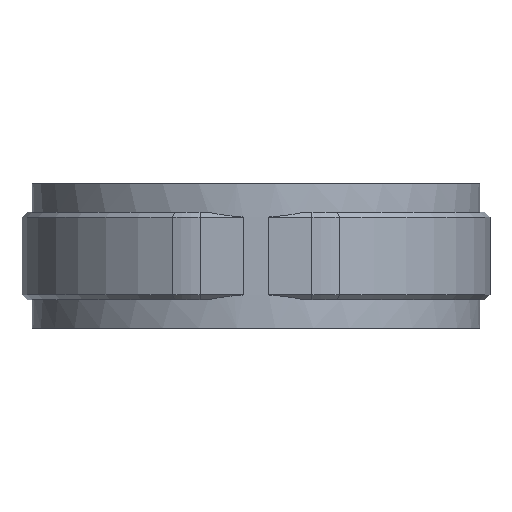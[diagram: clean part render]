
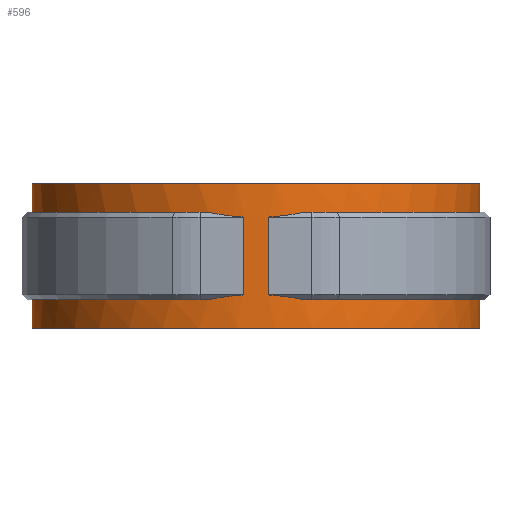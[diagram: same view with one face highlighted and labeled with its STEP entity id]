
A CAD part, front view. The second image highlights one B-rep face of the part: STEP entity #596.
In plain terms, the highlighted cylindrical face has radius 43.5 mm (diameter 87 mm), a partial arc.
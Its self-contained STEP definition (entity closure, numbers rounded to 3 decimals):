
#596 = ADVANCED_FACE( '', ( #1103 ), #1104, .T. );
#1103 = FACE_OUTER_BOUND( '', #2411, .T. );
#1104 = CYLINDRICAL_SURFACE( '', #2412, 43.5 );
#2411 = EDGE_LOOP( '', ( #5428, #5429, #5430, #5431, #5432, #5433, #5434, #5435, #5436, #5437, #5438, #5439, #5440, #5441, #5442, #5443 ) );
#2412 = AXIS2_PLACEMENT_3D( '', #5444, #5445, #5446 );
#5428 = ORIENTED_EDGE( '', *, *, #7697, .F. );
#5429 = ORIENTED_EDGE( '', *, *, #7674, .T. );
#5430 = ORIENTED_EDGE( '', *, *, #7698, .T. );
#5431 = ORIENTED_EDGE( '', *, *, #7662, .T. );
#5432 = ORIENTED_EDGE( '', *, *, #7617, .T. );
#5433 = ORIENTED_EDGE( '', *, *, #7699, .F. );
#5434 = ORIENTED_EDGE( '', *, *, #7694, .T. );
#5435 = ORIENTED_EDGE( '', *, *, #7608, .T. );
#5436 = ORIENTED_EDGE( '', *, *, #7700, .F. );
#5437 = ORIENTED_EDGE( '', *, *, #7433, .T. );
#5438 = ORIENTED_EDGE( '', *, *, #7436, .F. );
#5439 = ORIENTED_EDGE( '', *, *, #7701, .F. );
#5440 = ORIENTED_EDGE( '', *, *, #7683, .F. );
#5441 = ORIENTED_EDGE( '', *, *, #7668, .T. );
#5442 = ORIENTED_EDGE( '', *, *, #7702, .F. );
#5443 = ORIENTED_EDGE( '', *, *, #7448, .T. );
#5444 = CARTESIAN_POINT( '', ( 0., 0., -14. ) );
#5445 = DIRECTION( '', ( 0., 0., 1. ) );
#5446 = DIRECTION( '', ( -1., 0., 0. ) );
#7433 = EDGE_CURVE( '', #8542, #8540, #8543, .F. );
#7436 = EDGE_CURVE( '', #8547, #8540, #8548, .T. );
#7448 = EDGE_CURVE( '', #8569, #8567, #8570, .F. );
#7608 = EDGE_CURVE( '', #8857, #8855, #8858, .T. );
#7617 = EDGE_CURVE( '', #8870, #8868, #8871, .T. );
#7662 = EDGE_CURVE( '', #8934, #8870, #8935, .F. );
#7668 = EDGE_CURVE( '', #8946, #8944, #8947, .F. );
#7674 = EDGE_CURVE( '', #8955, #8953, #8956, .T. );
#7683 = EDGE_CURVE( '', #8946, #8965, #8968, .T. );
#7694 = EDGE_CURVE( '', #8982, #8857, #8983, .T. );
#7697 = EDGE_CURVE( '', #8955, #8567, #8987, .T. );
#7698 = EDGE_CURVE( '', #8953, #8934, #8988, .T. );
#7699 = EDGE_CURVE( '', #8982, #8868, #8989, .F. );
#7700 = EDGE_CURVE( '', #8542, #8855, #8990, .F. );
#7701 = EDGE_CURVE( '', #8965, #8547, #8991, .F. );
#7702 = EDGE_CURVE( '', #8569, #8944, #8992, .T. );
#8540 = VERTEX_POINT( '', #11603 );
#8542 = VERTEX_POINT( '', #11606 );
#8543 = ELLIPSE( '', #11607, 61.518, 43.5 );
#8547 = VERTEX_POINT( '', #11613 );
#8548 = CIRCLE( '', #11614, 43.5 );
#8567 = VERTEX_POINT( '', #11640 );
#8569 = VERTEX_POINT( '', #11643 );
#8570 = ELLIPSE( '', #11644, 61.518, 43.5 );
#8855 = VERTEX_POINT( '', #12583 );
#8857 = VERTEX_POINT( '', #12586 );
#8858 = ELLIPSE( '', #12587, 61.518, 43.5 );
#8868 = VERTEX_POINT( '', #12603 );
#8870 = VERTEX_POINT( '', #12606 );
#8871 = CIRCLE( '', #12607, 43.5 );
#8934 = VERTEX_POINT( '', #12742 );
#8935 = LINE( '', #12743, #12744 );
#8944 = VERTEX_POINT( '', #12761 );
#8946 = VERTEX_POINT( '', #12764 );
#8947 = LINE( '', #12765, #12766 );
#8953 = VERTEX_POINT( '', #12774 );
#8955 = VERTEX_POINT( '', #12777 );
#8956 = ELLIPSE( '', #12778, 61.518, 43.5 );
#8965 = VERTEX_POINT( '', #12793 );
#8968 = CIRCLE( '', #12797, 43.5 );
#8982 = VERTEX_POINT( '', #12816 );
#8983 = CIRCLE( '', #12817, 43.5 );
#8987 = LINE( '', #12822, #12823 );
#8988 = CIRCLE( '', #12824, 43.5 );
#8989 = LINE( '', #12825, #12826 );
#8990 = LINE( '', #12827, #12828 );
#8991 = LINE( '', #12829, #12830 );
#8992 = CIRCLE( '', #12831, 43.5 );
#11603 = CARTESIAN_POINT( '', ( -9.274, -42.5, -8.5 ) );
#11606 = CARTESIAN_POINT( '', ( -2.5, -43.428, -7.572 ) );
#11607 = AXIS2_PLACEMENT_3D( '', #14456, #14457, #14458 );
#11613 = CARTESIAN_POINT( '', ( -6., 43.084, -8.5 ) );
#11614 = AXIS2_PLACEMENT_3D( '', #14461, #14462, #14463 );
#11640 = CARTESIAN_POINT( '', ( 2.5, -43.428, -7.572 ) );
#11643 = CARTESIAN_POINT( '', ( 9.274, -42.5, -8.5 ) );
#11644 = AXIS2_PLACEMENT_3D( '', #14481, #14482, #14483 );
#12583 = CARTESIAN_POINT( '', ( -2.5, -43.428, 7.572 ) );
#12586 = CARTESIAN_POINT( '', ( -9.274, -42.5, 8.5 ) );
#12587 = AXIS2_PLACEMENT_3D( '', #14613, #14614, #14615 );
#12603 = CARTESIAN_POINT( '', ( -6., 43.084, 14. ) );
#12606 = CARTESIAN_POINT( '', ( 6., 43.084, 14. ) );
#12607 = AXIS2_PLACEMENT_3D( '', #14626, #14627, #14628 );
#12742 = CARTESIAN_POINT( '', ( 6., 43.084, 8.5 ) );
#12743 = CARTESIAN_POINT( '', ( 6., 43.084, -14. ) );
#12744 = VECTOR( '', #14677, 1000. );
#12761 = CARTESIAN_POINT( '', ( 6., 43.084, -8.5 ) );
#12764 = CARTESIAN_POINT( '', ( 6., 43.084, -14. ) );
#12765 = CARTESIAN_POINT( '', ( 6., 43.084, -14. ) );
#12766 = VECTOR( '', #14681, 1000. );
#12774 = CARTESIAN_POINT( '', ( 9.274, -42.5, 8.5 ) );
#12777 = CARTESIAN_POINT( '', ( 2.5, -43.428, 7.572 ) );
#12778 = AXIS2_PLACEMENT_3D( '', #14691, #14692, #14693 );
#12793 = CARTESIAN_POINT( '', ( -6., 43.084, -14. ) );
#12797 = AXIS2_PLACEMENT_3D( '', #14704, #14705, #14706 );
#12816 = CARTESIAN_POINT( '', ( -6., 43.084, 8.5 ) );
#12817 = AXIS2_PLACEMENT_3D( '', #14727, #14728, #14729 );
#12822 = CARTESIAN_POINT( '', ( 2.5, -43.428, -14. ) );
#12823 = VECTOR( '', #14734, 1000. );
#12824 = AXIS2_PLACEMENT_3D( '', #14735, #14736, #14737 );
#12825 = CARTESIAN_POINT( '', ( -6., 43.084, -14. ) );
#12826 = VECTOR( '', #14738, 1000. );
#12827 = CARTESIAN_POINT( '', ( -2.5, -43.428, -14. ) );
#12828 = VECTOR( '', #14739, 1000. );
#12829 = CARTESIAN_POINT( '', ( -6., 43.084, -14. ) );
#12830 = VECTOR( '', #14740, 1000. );
#12831 = AXIS2_PLACEMENT_3D( '', #14741, #14742, #14743 );
#14456 = CARTESIAN_POINT( '', ( 0., 0., -51. ) );
#14457 = DIRECTION( '', ( 0., 0.707, 0.707 ) );
#14458 = DIRECTION( '', ( 0., 0.707, -0.707 ) );
#14461 = CARTESIAN_POINT( '', ( 0., 0., -8.5 ) );
#14462 = DIRECTION( '', ( 0., 0., 1. ) );
#14463 = DIRECTION( '', ( 1., 0., 0. ) );
#14481 = CARTESIAN_POINT( '', ( 0., 0., -51. ) );
#14482 = DIRECTION( '', ( 0., 0.707, 0.707 ) );
#14483 = DIRECTION( '', ( 0., 0.707, -0.707 ) );
#14613 = CARTESIAN_POINT( '', ( 0., 0., 51. ) );
#14614 = DIRECTION( '', ( 0., -0.707, 0.707 ) );
#14615 = DIRECTION( '', ( 0., -0.707, -0.707 ) );
#14626 = CARTESIAN_POINT( '', ( 0., 0., 14. ) );
#14627 = DIRECTION( '', ( 0., 0., -1. ) );
#14628 = DIRECTION( '', ( -1., 0., 0. ) );
#14677 = DIRECTION( '', ( 0., 0., -1. ) );
#14681 = DIRECTION( '', ( 0., 0., -1. ) );
#14691 = CARTESIAN_POINT( '', ( 0., 0., 51. ) );
#14692 = DIRECTION( '', ( 0., -0.707, 0.707 ) );
#14693 = DIRECTION( '', ( 0., -0.707, -0.707 ) );
#14704 = CARTESIAN_POINT( '', ( 0., 0., -14. ) );
#14705 = DIRECTION( '', ( 0., 0., -1. ) );
#14706 = DIRECTION( '', ( -1., 0., 0. ) );
#14727 = CARTESIAN_POINT( '', ( 0., 0., 8.5 ) );
#14728 = DIRECTION( '', ( 0., 0., 1. ) );
#14729 = DIRECTION( '', ( 1., 0., 0. ) );
#14734 = DIRECTION( '', ( 0., 0., -1. ) );
#14735 = CARTESIAN_POINT( '', ( 0., 0., 8.5 ) );
#14736 = DIRECTION( '', ( 0., 0., 1. ) );
#14737 = DIRECTION( '', ( 1., 0., 0. ) );
#14738 = DIRECTION( '', ( 0., 0., -1. ) );
#14739 = DIRECTION( '', ( 0., 0., -1. ) );
#14740 = DIRECTION( '', ( 0., 0., -1. ) );
#14741 = CARTESIAN_POINT( '', ( 0., 0., -8.5 ) );
#14742 = DIRECTION( '', ( 0., 0., 1. ) );
#14743 = DIRECTION( '', ( 1., 0., 0. ) );
